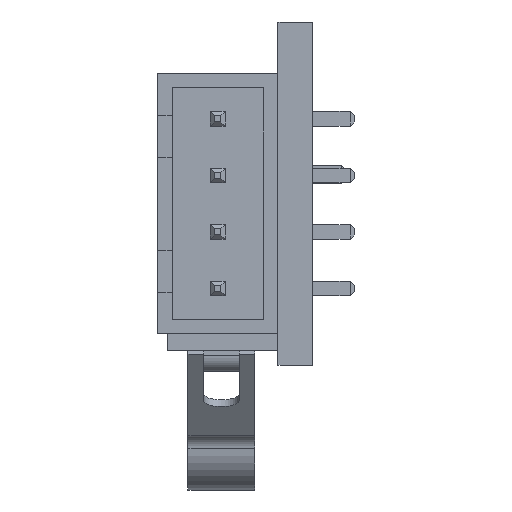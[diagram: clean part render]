
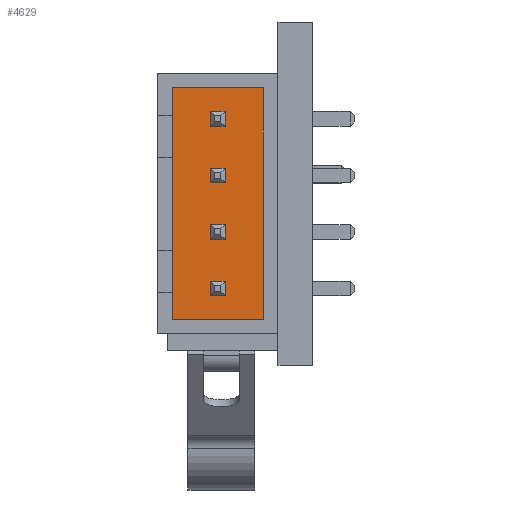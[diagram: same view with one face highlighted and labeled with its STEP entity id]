
A CAD part, left-side view. The second image highlights one B-rep face of the part: STEP entity #4629.
In plain terms, the highlighted planar face has unit normal (-1, 0, 0).
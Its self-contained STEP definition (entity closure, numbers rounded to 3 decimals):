
#102=FACE_BOUND('',#416,.T.);
#103=FACE_BOUND('',#417,.T.);
#104=FACE_BOUND('',#418,.T.);
#105=FACE_BOUND('',#419,.T.);
#128=FACE_OUTER_BOUND('',#415,.T.);
#415=EDGE_LOOP('',(#3172,#3173,#3174,#3175));
#416=EDGE_LOOP('',(#3176,#3177,#3178,#3179));
#417=EDGE_LOOP('',(#3180,#3181,#3182,#3183));
#418=EDGE_LOOP('',(#3184,#3185,#3186,#3187));
#419=EDGE_LOOP('',(#3188,#3189,#3190,#3191));
#855=LINE('',#6816,#1462);
#856=LINE('',#6818,#1463);
#857=LINE('',#6820,#1464);
#858=LINE('',#6821,#1465);
#859=LINE('',#6824,#1466);
#860=LINE('',#6826,#1467);
#861=LINE('',#6828,#1468);
#862=LINE('',#6829,#1469);
#863=LINE('',#6832,#1470);
#864=LINE('',#6834,#1471);
#865=LINE('',#6836,#1472);
#866=LINE('',#6837,#1473);
#867=LINE('',#6840,#1474);
#868=LINE('',#6842,#1475);
#869=LINE('',#6844,#1476);
#870=LINE('',#6845,#1477);
#871=LINE('',#6848,#1478);
#872=LINE('',#6850,#1479);
#873=LINE('',#6852,#1480);
#874=LINE('',#6853,#1481);
#1462=VECTOR('',#5454,1000.);
#1463=VECTOR('',#5455,1000.);
#1464=VECTOR('',#5456,1000.);
#1465=VECTOR('',#5457,1000.);
#1466=VECTOR('',#5458,1000.);
#1467=VECTOR('',#5459,1000.);
#1468=VECTOR('',#5460,1000.);
#1469=VECTOR('',#5461,1000.);
#1470=VECTOR('',#5462,1000.);
#1471=VECTOR('',#5463,1000.);
#1472=VECTOR('',#5464,1000.);
#1473=VECTOR('',#5465,1000.);
#1474=VECTOR('',#5466,1000.);
#1475=VECTOR('',#5467,1000.);
#1476=VECTOR('',#5468,1000.);
#1477=VECTOR('',#5469,1000.);
#1478=VECTOR('',#5470,1000.);
#1479=VECTOR('',#5471,1000.);
#1480=VECTOR('',#5472,1000.);
#1481=VECTOR('',#5473,1000.);
#2061=VERTEX_POINT('',#6814);
#2062=VERTEX_POINT('',#6815);
#2063=VERTEX_POINT('',#6817);
#2064=VERTEX_POINT('',#6819);
#2065=VERTEX_POINT('',#6822);
#2066=VERTEX_POINT('',#6823);
#2067=VERTEX_POINT('',#6825);
#2068=VERTEX_POINT('',#6827);
#2069=VERTEX_POINT('',#6830);
#2070=VERTEX_POINT('',#6831);
#2071=VERTEX_POINT('',#6833);
#2072=VERTEX_POINT('',#6835);
#2073=VERTEX_POINT('',#6838);
#2074=VERTEX_POINT('',#6839);
#2075=VERTEX_POINT('',#6841);
#2076=VERTEX_POINT('',#6843);
#2077=VERTEX_POINT('',#6846);
#2078=VERTEX_POINT('',#6847);
#2079=VERTEX_POINT('',#6849);
#2080=VERTEX_POINT('',#6851);
#2491=EDGE_CURVE('',#2061,#2062,#855,.T.);
#2492=EDGE_CURVE('',#2063,#2061,#856,.T.);
#2493=EDGE_CURVE('',#2064,#2063,#857,.T.);
#2494=EDGE_CURVE('',#2062,#2064,#858,.T.);
#2495=EDGE_CURVE('',#2065,#2066,#859,.T.);
#2496=EDGE_CURVE('',#2067,#2065,#860,.T.);
#2497=EDGE_CURVE('',#2068,#2067,#861,.T.);
#2498=EDGE_CURVE('',#2066,#2068,#862,.T.);
#2499=EDGE_CURVE('',#2069,#2070,#863,.T.);
#2500=EDGE_CURVE('',#2071,#2069,#864,.T.);
#2501=EDGE_CURVE('',#2072,#2071,#865,.T.);
#2502=EDGE_CURVE('',#2070,#2072,#866,.T.);
#2503=EDGE_CURVE('',#2073,#2074,#867,.T.);
#2504=EDGE_CURVE('',#2075,#2073,#868,.T.);
#2505=EDGE_CURVE('',#2076,#2075,#869,.T.);
#2506=EDGE_CURVE('',#2074,#2076,#870,.T.);
#2507=EDGE_CURVE('',#2077,#2078,#871,.T.);
#2508=EDGE_CURVE('',#2079,#2077,#872,.T.);
#2509=EDGE_CURVE('',#2080,#2079,#873,.T.);
#2510=EDGE_CURVE('',#2078,#2080,#874,.T.);
#3172=ORIENTED_EDGE('',*,*,#2491,.F.);
#3173=ORIENTED_EDGE('',*,*,#2492,.F.);
#3174=ORIENTED_EDGE('',*,*,#2493,.F.);
#3175=ORIENTED_EDGE('',*,*,#2494,.F.);
#3176=ORIENTED_EDGE('',*,*,#2495,.F.);
#3177=ORIENTED_EDGE('',*,*,#2496,.F.);
#3178=ORIENTED_EDGE('',*,*,#2497,.F.);
#3179=ORIENTED_EDGE('',*,*,#2498,.F.);
#3180=ORIENTED_EDGE('',*,*,#2499,.F.);
#3181=ORIENTED_EDGE('',*,*,#2500,.F.);
#3182=ORIENTED_EDGE('',*,*,#2501,.F.);
#3183=ORIENTED_EDGE('',*,*,#2502,.F.);
#3184=ORIENTED_EDGE('',*,*,#2503,.F.);
#3185=ORIENTED_EDGE('',*,*,#2504,.F.);
#3186=ORIENTED_EDGE('',*,*,#2505,.F.);
#3187=ORIENTED_EDGE('',*,*,#2506,.F.);
#3188=ORIENTED_EDGE('',*,*,#2507,.F.);
#3189=ORIENTED_EDGE('',*,*,#2508,.F.);
#3190=ORIENTED_EDGE('',*,*,#2509,.F.);
#3191=ORIENTED_EDGE('',*,*,#2510,.F.);
#4241=PLANE('',#4918);
#4629=ADVANCED_FACE('',(#128,#102,#103,#104,#105),#4241,.T.);
#4918=AXIS2_PLACEMENT_3D('',#6813,#5452,#5453);
#5452=DIRECTION('center_axis',(-1.,0.,0.));
#5453=DIRECTION('ref_axis',(0.,0.,1.));
#5454=DIRECTION('',(0.,-1.,0.));
#5455=DIRECTION('',(0.,0.,1.));
#5456=DIRECTION('',(0.,1.,0.));
#5457=DIRECTION('',(0.,0.,-1.));
#5458=DIRECTION('',(0.,0.,1.));
#5459=DIRECTION('',(0.,-1.,0.));
#5460=DIRECTION('',(0.,0.,-1.));
#5461=DIRECTION('',(0.,1.,0.));
#5462=DIRECTION('',(0.,0.,1.));
#5463=DIRECTION('',(0.,-1.,0.));
#5464=DIRECTION('',(0.,0.,-1.));
#5465=DIRECTION('',(0.,1.,0.));
#5466=DIRECTION('',(0.,0.,1.));
#5467=DIRECTION('',(0.,-1.,0.));
#5468=DIRECTION('',(0.,0.,-1.));
#5469=DIRECTION('',(0.,1.,0.));
#5470=DIRECTION('',(0.,0.,1.));
#5471=DIRECTION('',(0.,-1.,0.));
#5472=DIRECTION('',(0.,0.,-1.));
#5473=DIRECTION('',(0.,1.,0.));
#6813=CARTESIAN_POINT('Origin',(-9.37,7.4,-6.7));
#6814=CARTESIAN_POINT('',(-9.37,6.7,5.05));
#6815=CARTESIAN_POINT('',(-9.37,2.35,5.05));
#6816=CARTESIAN_POINT('',(-9.37,2.35,5.05));
#6817=CARTESIAN_POINT('',(-9.37,6.7,-6.));
#6818=CARTESIAN_POINT('',(-9.37,6.7,-6.));
#6819=CARTESIAN_POINT('',(-9.37,2.35,-6.));
#6820=CARTESIAN_POINT('',(-9.37,2.35,-6.));
#6821=CARTESIAN_POINT('',(-9.37,2.35,-6.));
#6822=CARTESIAN_POINT('',(-9.37,4.175,-4.875));
#6823=CARTESIAN_POINT('',(-9.37,4.175,-4.175));
#6824=CARTESIAN_POINT('',(-9.37,4.175,-4.875));
#6825=CARTESIAN_POINT('',(-9.37,4.875,-4.875));
#6826=CARTESIAN_POINT('',(-9.37,4.875,-4.875));
#6827=CARTESIAN_POINT('',(-9.37,4.875,-4.175));
#6828=CARTESIAN_POINT('',(-9.37,4.875,-4.875));
#6829=CARTESIAN_POINT('',(-9.37,4.875,-4.175));
#6830=CARTESIAN_POINT('',(-9.37,4.175,-2.175));
#6831=CARTESIAN_POINT('',(-9.37,4.175,-1.475));
#6832=CARTESIAN_POINT('',(-9.37,4.175,-2.175));
#6833=CARTESIAN_POINT('',(-9.37,4.875,-2.175));
#6834=CARTESIAN_POINT('',(-9.37,4.875,-2.175));
#6835=CARTESIAN_POINT('',(-9.37,4.875,-1.475));
#6836=CARTESIAN_POINT('',(-9.37,4.875,-2.175));
#6837=CARTESIAN_POINT('',(-9.37,4.875,-1.475));
#6838=CARTESIAN_POINT('',(-9.37,4.175,0.525));
#6839=CARTESIAN_POINT('',(-9.37,4.175,1.225));
#6840=CARTESIAN_POINT('',(-9.37,4.175,0.525));
#6841=CARTESIAN_POINT('',(-9.37,4.875,0.525));
#6842=CARTESIAN_POINT('',(-9.37,4.875,0.525));
#6843=CARTESIAN_POINT('',(-9.37,4.875,1.225));
#6844=CARTESIAN_POINT('',(-9.37,4.875,0.525));
#6845=CARTESIAN_POINT('',(-9.37,4.875,1.225));
#6846=CARTESIAN_POINT('',(-9.37,4.175,3.225));
#6847=CARTESIAN_POINT('',(-9.37,4.175,3.925));
#6848=CARTESIAN_POINT('',(-9.37,4.175,3.225));
#6849=CARTESIAN_POINT('',(-9.37,4.875,3.225));
#6850=CARTESIAN_POINT('',(-9.37,4.875,3.225));
#6851=CARTESIAN_POINT('',(-9.37,4.875,3.925));
#6852=CARTESIAN_POINT('',(-9.37,4.875,3.225));
#6853=CARTESIAN_POINT('',(-9.37,4.875,3.925));
